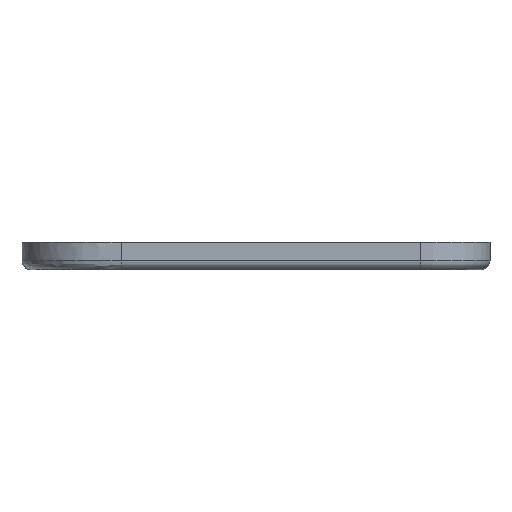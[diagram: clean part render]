
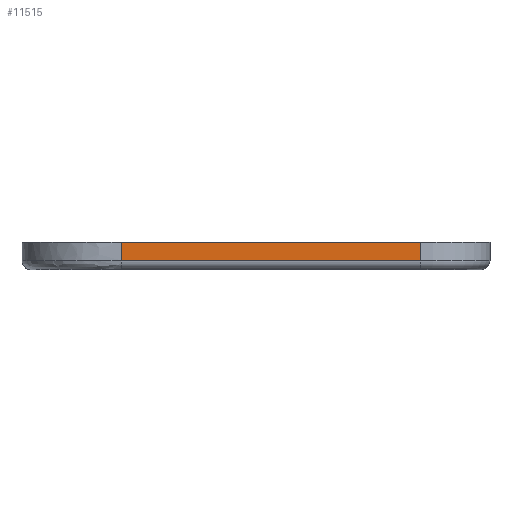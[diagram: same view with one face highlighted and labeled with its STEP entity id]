
A CAD part, left-side view. The second image highlights one B-rep face of the part: STEP entity #11515.
In plain terms, the highlighted planar face has unit normal (-1, 0, 0).
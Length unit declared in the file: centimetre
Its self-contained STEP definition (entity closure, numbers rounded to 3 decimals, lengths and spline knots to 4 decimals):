
#1209=FACE_OUTER_BOUND('',#1894,.T.);
#1894=EDGE_LOOP('',(#10490,#10491,#10492,#10493));
#2784=LINE('',#24780,#3649);
#2785=LINE('',#24783,#3650);
#2786=LINE('',#24785,#3651);
#2787=LINE('',#24786,#3652);
#3649=VECTOR('',#13227,1.);
#3650=VECTOR('',#13230,1.);
#3651=VECTOR('',#13231,1.);
#3652=VECTOR('',#13232,1.);
#5559=VERTEX_POINT('',#24776);
#5560=VERTEX_POINT('',#24778);
#5561=VERTEX_POINT('',#24782);
#5562=VERTEX_POINT('',#24784);
#7224=EDGE_CURVE('',#5560,#5559,#2784,.T.);
#7225=EDGE_CURVE('',#5559,#5561,#2785,.T.);
#7226=EDGE_CURVE('',#5562,#5560,#2786,.T.);
#7227=EDGE_CURVE('',#5561,#5562,#2787,.T.);
#10490=ORIENTED_EDGE('',*,*,#7225,.F.);
#10491=ORIENTED_EDGE('',*,*,#7224,.F.);
#10492=ORIENTED_EDGE('',*,*,#7226,.F.);
#10493=ORIENTED_EDGE('',*,*,#7227,.F.);
#10912=PLANE('',#11833);
#11515=ADVANCED_FACE('',(#1209),#10912,.F.);
#11833=AXIS2_PLACEMENT_3D('',#24781,#13228,#13229);
#13227=DIRECTION('',(0.,0.,-1.));
#13228=DIRECTION('center_axis',(1.,0.,0.));
#13229=DIRECTION('ref_axis',(0.,1.,0.));
#13230=DIRECTION('',(0.,1.,0.));
#13231=DIRECTION('',(0.,-1.,0.));
#13232=DIRECTION('',(0.,0.,1.));
#24776=CARTESIAN_POINT('',(-9.1964,4.7,10.0605));
#24778=CARTESIAN_POINT('',(-9.1964,4.7,10.4555));
#24780=CARTESIAN_POINT('',(-9.1964,4.7,10.1655));
#24781=CARTESIAN_POINT('Origin',(-9.1964,8.9135,10.1655));
#24782=CARTESIAN_POINT('',(-9.1964,11.185,10.0605));
#24783=CARTESIAN_POINT('',(-9.1964,8.9135,10.0605));
#24784=CARTESIAN_POINT('',(-9.1964,11.185,10.4555));
#24785=CARTESIAN_POINT('',(-9.1964,9.1635,10.4555));
#24786=CARTESIAN_POINT('',(-9.1964,11.185,10.1605));
